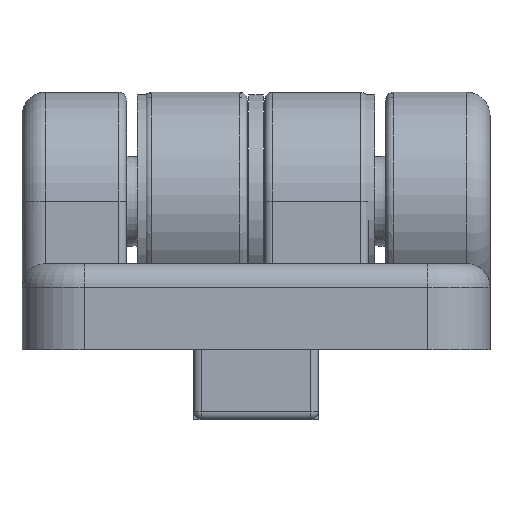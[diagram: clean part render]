
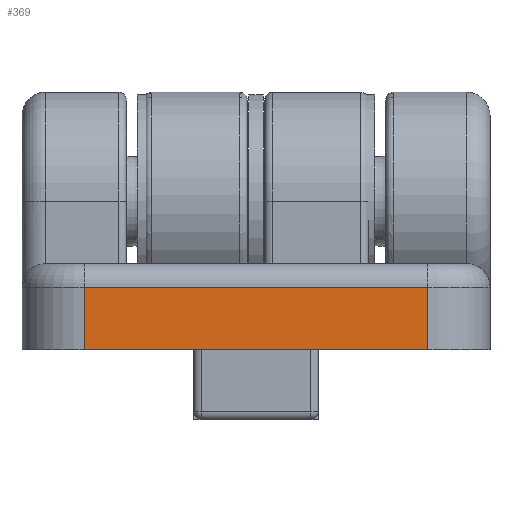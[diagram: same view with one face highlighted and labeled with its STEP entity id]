
A CAD part, left-side view. The second image highlights one B-rep face of the part: STEP entity #369.
In plain terms, the highlighted planar face has unit normal (-1, 0, 0).
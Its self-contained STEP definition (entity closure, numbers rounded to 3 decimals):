
#369 = ADVANCED_FACE( '', ( #683 ), #684, .F. );
#683 = FACE_OUTER_BOUND( '', #1073, .T. );
#684 = PLANE( '', #1074 );
#1073 = EDGE_LOOP( '', ( #2002, #2003, #2004, #2005 ) );
#1074 = AXIS2_PLACEMENT_3D( '', #2006, #2007, #2008 );
#2002 = ORIENTED_EDGE( '', *, *, #2765, .F. );
#2003 = ORIENTED_EDGE( '', *, *, #2766, .T. );
#2004 = ORIENTED_EDGE( '', *, *, #2767, .T. );
#2005 = ORIENTED_EDGE( '', *, *, #2732, .T. );
#2006 = CARTESIAN_POINT( '', ( -30., -4., -11. ) );
#2007 = DIRECTION( '', ( 1., 0., 0. ) );
#2008 = DIRECTION( '', ( 0., 0., -1. ) );
#2732 = EDGE_CURVE( '', #3282, #3280, #3283, .T. );
#2765 = EDGE_CURVE( '', #3336, #3280, #3338, .T. );
#2766 = EDGE_CURVE( '', #3336, #3339, #3340, .F. );
#2767 = EDGE_CURVE( '', #3339, #3282, #3341, .T. );
#3280 = VERTEX_POINT( '', #4057 );
#3282 = VERTEX_POINT( '', #4059 );
#3283 = LINE( '', #4060, #4061 );
#3336 = VERTEX_POINT( '', #4133 );
#3338 = LINE( '', #4135, #4136 );
#3339 = VERTEX_POINT( '', #4137 );
#3340 = LINE( '', #4138, #4139 );
#3341 = LINE( '', #4140, #4141 );
#4057 = CARTESIAN_POINT( '', ( -30., -9.5, 11. ) );
#4059 = CARTESIAN_POINT( '', ( -30., -9.5, -11. ) );
#4060 = CARTESIAN_POINT( '', ( -30., -9.5, -11. ) );
#4061 = VECTOR( '', #4839, 1000. );
#4133 = CARTESIAN_POINT( '', ( -30., -5.5, 11. ) );
#4135 = CARTESIAN_POINT( '', ( -30., -4., 11. ) );
#4136 = VECTOR( '', #4898, 1000. );
#4137 = CARTESIAN_POINT( '', ( -30., -5.5, -11. ) );
#4138 = CARTESIAN_POINT( '', ( -30., -5.5, -11. ) );
#4139 = VECTOR( '', #4899, 1000. );
#4140 = CARTESIAN_POINT( '', ( -30., -4., -11. ) );
#4141 = VECTOR( '', #4900, 1000. );
#4839 = DIRECTION( '', ( 0., 0., 1. ) );
#4898 = DIRECTION( '', ( 0., -1., 0. ) );
#4899 = DIRECTION( '', ( 0., 0., 1. ) );
#4900 = DIRECTION( '', ( 0., -1., 0. ) );
